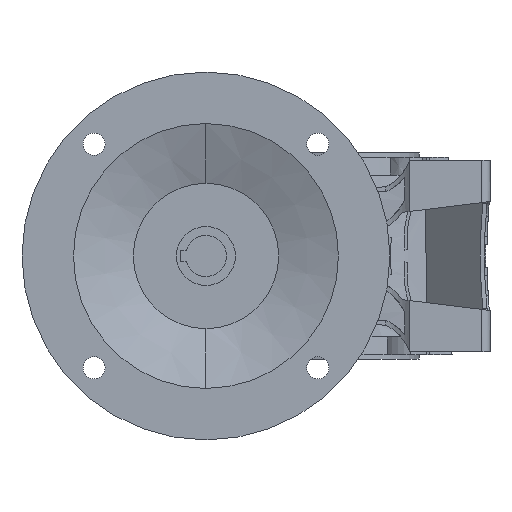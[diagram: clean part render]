
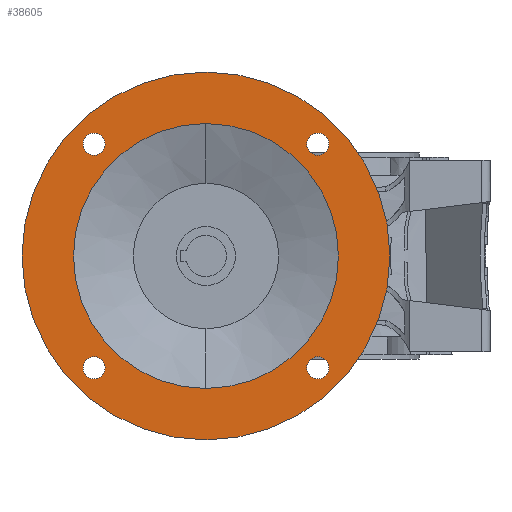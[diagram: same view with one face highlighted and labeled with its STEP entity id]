
A CAD part, left-side view. The second image highlights one B-rep face of the part: STEP entity #38605.
In plain terms, the highlighted planar face has unit normal (-1, 0, 0).
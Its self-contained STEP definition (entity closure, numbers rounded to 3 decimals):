
#1278 = CARTESIAN_POINT ( 'NONE',  ( -21., 76.014, -76.014 ) ) ;
#1279 = DIRECTION ( 'NONE',  ( -1., 0., 0. ) ) ;
#1280 = DIRECTION ( 'NONE',  ( 0., 0., 1. ) ) ;
#1288 = CARTESIAN_POINT ( 'NONE',  ( -21., -76.014, -76.014 ) ) ;
#1289 = DIRECTION ( 'NONE',  ( -1., 0., 0. ) ) ;
#1290 = DIRECTION ( 'NONE',  ( 0., 0., 1. ) ) ;
#1298 = CARTESIAN_POINT ( 'NONE',  ( -21., -76.014, 76.014 ) ) ;
#1299 = DIRECTION ( 'NONE',  ( -1., 0., 0. ) ) ;
#1300 = DIRECTION ( 'NONE',  ( 0., 0., 1. ) ) ;
#1308 = CARTESIAN_POINT ( 'NONE',  ( -21., 76.014, 76.014 ) ) ;
#1309 = DIRECTION ( 'NONE',  ( -1., 0., 0. ) ) ;
#1310 = DIRECTION ( 'NONE',  ( 0., 0., 1. ) ) ;
#1328 = CARTESIAN_POINT ( 'NONE',  ( -21., 0., 0. ) ) ;
#1329 = DIRECTION ( 'NONE',  ( -1., 0., 0. ) ) ;
#1330 = DIRECTION ( 'NONE',  ( 0., 0., 1. ) ) ;
#1338 = CARTESIAN_POINT ( 'NONE',  ( -21., 0., 0. ) ) ;
#1339 = DIRECTION ( 'NONE',  ( -1., 0., 0. ) ) ;
#1340 = DIRECTION ( 'NONE',  ( 0., 0., 1. ) ) ;
#1408 = CARTESIAN_POINT ( 'NONE',  ( -21., 0., 0. ) ) ;
#1409 = DIRECTION ( 'NONE',  ( -1., 0., 0. ) ) ;
#1410 = DIRECTION ( 'NONE',  ( 0., 0., 1. ) ) ;
#1411 = CARTESIAN_POINT ( 'NONE',  ( -21., 76.014, -76.014 ) ) ;
#1412 = DIRECTION ( 'NONE',  ( -1., 0., 0. ) ) ;
#1413 = DIRECTION ( 'NONE',  ( 0., 0., 1. ) ) ;
#1414 = CARTESIAN_POINT ( 'NONE',  ( -21., -76.014, -76.014 ) ) ;
#1415 = DIRECTION ( 'NONE',  ( -1., 0., 0. ) ) ;
#1416 = DIRECTION ( 'NONE',  ( 0., 0., 1. ) ) ;
#1417 = CARTESIAN_POINT ( 'NONE',  ( -21., -76.014, 76.014 ) ) ;
#1418 = DIRECTION ( 'NONE',  ( -1., 0., 0. ) ) ;
#1419 = DIRECTION ( 'NONE',  ( 0., 0., 1. ) ) ;
#1420 = CARTESIAN_POINT ( 'NONE',  ( -21., 76.014, 76.014 ) ) ;
#1421 = DIRECTION ( 'NONE',  ( -1., 0., 0. ) ) ;
#1422 = DIRECTION ( 'NONE',  ( 0., 0., 1. ) ) ;
#1423 = CARTESIAN_POINT ( 'NONE',  ( -21., 0., 0. ) ) ;
#1424 = DIRECTION ( 'NONE',  ( -1., 0., 0. ) ) ;
#1425 = DIRECTION ( 'NONE',  ( 0., 0., 1. ) ) ;
#3851 = DIRECTION ( 'NONE',  ( 1., 0., 0. ) ) ;
#3855 = PLANE ( 'NONE',  #27637 ) ;
#3859 = CARTESIAN_POINT ( 'NONE',  ( -21., 90., 0. ) ) ;
#3861 = DIRECTION ( 'NONE',  ( 0., 0., -1. ) ) ;
#11263 = CIRCLE ( 'NONE', #17301, 7.5 ) ;
#11269 = CIRCLE ( 'NONE', #17303, 7.5 ) ;
#11275 = CIRCLE ( 'NONE', #17305, 7.5 ) ;
#11281 = CIRCLE ( 'NONE', #17307, 7.5 ) ;
#11294 = CIRCLE ( 'NONE', #17311, 125. ) ;
#11299 = CIRCLE ( 'NONE', #17313, 90. ) ;
#11345 = CIRCLE ( 'NONE', #17327, 90. ) ;
#11346 = CIRCLE ( 'NONE', #17328, 7.5 ) ;
#11347 = CIRCLE ( 'NONE', #17329, 7.5 ) ;
#11348 = CIRCLE ( 'NONE', #17330, 7.5 ) ;
#11349 = CIRCLE ( 'NONE', #17331, 7.5 ) ;
#11350 = CIRCLE ( 'NONE', #17332, 125. ) ;
#17301 = AXIS2_PLACEMENT_3D ( 'NONE', #1278, #1279, #1280 ) ;
#17303 = AXIS2_PLACEMENT_3D ( 'NONE', #1288, #1289, #1290 ) ;
#17305 = AXIS2_PLACEMENT_3D ( 'NONE', #1298, #1299, #1300 ) ;
#17307 = AXIS2_PLACEMENT_3D ( 'NONE', #1308, #1309, #1310 ) ;
#17311 = AXIS2_PLACEMENT_3D ( 'NONE', #1328, #1329, #1330 ) ;
#17313 = AXIS2_PLACEMENT_3D ( 'NONE', #1338, #1339, #1340 ) ;
#17327 = AXIS2_PLACEMENT_3D ( 'NONE', #1408, #1409, #1410 ) ;
#17328 = AXIS2_PLACEMENT_3D ( 'NONE', #1411, #1412, #1413 ) ;
#17329 = AXIS2_PLACEMENT_3D ( 'NONE', #1414, #1415, #1416 ) ;
#17330 = AXIS2_PLACEMENT_3D ( 'NONE', #1417, #1418, #1419 ) ;
#17331 = AXIS2_PLACEMENT_3D ( 'NONE', #1420, #1421, #1422 ) ;
#17332 = AXIS2_PLACEMENT_3D ( 'NONE', #1423, #1424, #1425 ) ;
#21141 = VERTEX_POINT ( 'NONE', #29800 ) ;
#21169 = VERTEX_POINT ( 'NONE', #29817 ) ;
#21259 = VERTEX_POINT ( 'NONE', #29888 ) ;
#21265 = VERTEX_POINT ( 'NONE', #29893 ) ;
#21361 = VERTEX_POINT ( 'NONE', #29986 ) ;
#21365 = VERTEX_POINT ( 'NONE', #29990 ) ;
#21405 = VERTEX_POINT ( 'NONE', #30030 ) ;
#21406 = VERTEX_POINT ( 'NONE', #30031 ) ;
#21408 = VERTEX_POINT ( 'NONE', #30033 ) ;
#21410 = VERTEX_POINT ( 'NONE', #30035 ) ;
#21435 = VERTEX_POINT ( 'NONE', #30060 ) ;
#21450 = VERTEX_POINT ( 'NONE', #30075 ) ;
#25756 = FACE_BOUND ( 'NONE', #46933, .T. ) ;
#25757 = FACE_BOUND ( 'NONE', #46927, .T. ) ;
#25758 = FACE_BOUND ( 'NONE', #46930, .T. ) ;
#25759 = FACE_BOUND ( 'NONE', #46940, .T. ) ;
#25761 = FACE_BOUND ( 'NONE', #46937, .T. ) ;
#25762 = FACE_OUTER_BOUND ( 'NONE', #46924, .T. ) ;
#27637 = AXIS2_PLACEMENT_3D ( 'NONE', #3859, #3851, #3861 ) ;
#29800 = CARTESIAN_POINT ( 'NONE',  ( -21., 0., 125. ) ) ;
#29817 = CARTESIAN_POINT ( 'NONE',  ( -21., 0., 90. ) ) ;
#29888 = CARTESIAN_POINT ( 'NONE',  ( -21., 76.014, -68.514 ) ) ;
#29893 = CARTESIAN_POINT ( 'NONE',  ( -21., -76.014, 68.514 ) ) ;
#29986 = CARTESIAN_POINT ( 'NONE',  ( -21., -76.014, -68.514 ) ) ;
#29990 = CARTESIAN_POINT ( 'NONE',  ( -21., 0., -90. ) ) ;
#30030 = CARTESIAN_POINT ( 'NONE',  ( -21., 76.014, 83.514 ) ) ;
#30031 = CARTESIAN_POINT ( 'NONE',  ( -21., -76.014, -83.514 ) ) ;
#30033 = CARTESIAN_POINT ( 'NONE',  ( -21., 0., -125. ) ) ;
#30035 = CARTESIAN_POINT ( 'NONE',  ( -21., -76.014, 83.514 ) ) ;
#30060 = CARTESIAN_POINT ( 'NONE',  ( -21., 76.014, 68.514 ) ) ;
#30075 = CARTESIAN_POINT ( 'NONE',  ( -21., 76.014, -83.514 ) ) ;
#35439 = ORIENTED_EDGE ( 'NONE', *, *, #43271, .F. ) ;
#35441 = ORIENTED_EDGE ( 'NONE', *, *, #43217, .F. ) ;
#35443 = ORIENTED_EDGE ( 'NONE', *, *, #43272, .F. ) ;
#35445 = ORIENTED_EDGE ( 'NONE', *, *, #43221, .F. ) ;
#35447 = ORIENTED_EDGE ( 'NONE', *, *, #43273, .F. ) ;
#35449 = ORIENTED_EDGE ( 'NONE', *, *, #43225, .F. ) ;
#35451 = ORIENTED_EDGE ( 'NONE', *, *, #43274, .F. ) ;
#35453 = ORIENTED_EDGE ( 'NONE', *, *, #43229, .F. ) ;
#35455 = ORIENTED_EDGE ( 'NONE', *, *, #43270, .F. ) ;
#35457 = ORIENTED_EDGE ( 'NONE', *, *, #43241, .F. ) ;
#35459 = ORIENTED_EDGE ( 'NONE', *, *, #43237, .T. ) ;
#35461 = ORIENTED_EDGE ( 'NONE', *, *, #43275, .T. ) ;
#38605 = ADVANCED_FACE ( 'NONE', ( #25757, #25761, #25756, #25758, #25759, #25762 ), #3855, .F. ) ;
#43217 = EDGE_CURVE ( 'NONE', #21450, #21259, #11263, .T. ) ;
#43221 = EDGE_CURVE ( 'NONE', #21406, #21361, #11269, .T. ) ;
#43225 = EDGE_CURVE ( 'NONE', #21265, #21410, #11275, .T. ) ;
#43229 = EDGE_CURVE ( 'NONE', #21435, #21405, #11281, .T. ) ;
#43237 = EDGE_CURVE ( 'NONE', #21141, #21408, #11294, .T. ) ;
#43241 = EDGE_CURVE ( 'NONE', #21365, #21169, #11299, .T. ) ;
#43270 = EDGE_CURVE ( 'NONE', #21169, #21365, #11345, .T. ) ;
#43271 = EDGE_CURVE ( 'NONE', #21259, #21450, #11346, .T. ) ;
#43272 = EDGE_CURVE ( 'NONE', #21361, #21406, #11347, .T. ) ;
#43273 = EDGE_CURVE ( 'NONE', #21410, #21265, #11348, .T. ) ;
#43274 = EDGE_CURVE ( 'NONE', #21405, #21435, #11349, .T. ) ;
#43275 = EDGE_CURVE ( 'NONE', #21408, #21141, #11350, .T. ) ;
#46924 = EDGE_LOOP ( 'NONE', ( #35459, #35461 ) ) ;
#46927 = EDGE_LOOP ( 'NONE', ( #35439, #35441 ) ) ;
#46930 = EDGE_LOOP ( 'NONE', ( #35451, #35453 ) ) ;
#46933 = EDGE_LOOP ( 'NONE', ( #35447, #35449 ) ) ;
#46937 = EDGE_LOOP ( 'NONE', ( #35443, #35445 ) ) ;
#46940 = EDGE_LOOP ( 'NONE', ( #35455, #35457 ) ) ;
